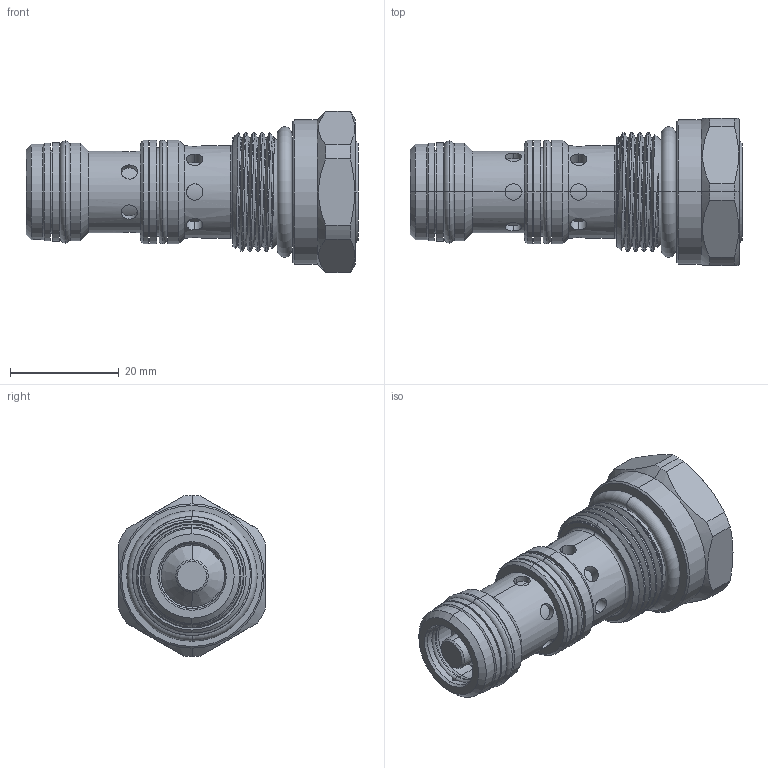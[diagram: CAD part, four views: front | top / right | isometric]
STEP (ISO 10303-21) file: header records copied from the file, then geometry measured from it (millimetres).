
FILE_DESCRIPTION (( 'STEP AP214' ), '1' );
FILE_NAME ('CO22M3C-N.STEP', '2016-04-15T06:25:37', ( '' ), ( '' ), 'SwSTEP 2.0', 'SolidWorks 2012', '' );
FILE_SCHEMA (( 'AUTOMOTIVE_DESIGN' ));
Length unit declared in the file: millimetre
Products named in the file (1): CO22M3C-N
Bounding box: 61 x 27 x 29.6 mm (x, y, z)
Volume: 18019.8 mm3; surface area: 8475.7 mm2
Topology: 5 solids, 5 shells, 211 faces, 482 edges, 296 vertices
Faces by surface type: cylinder 106, plane 42, cone 38, torus 22, bspline 3
Entity records: 8451 total; most frequent: CARTESIAN_POINT 3760, ORIENTED_EDGE 960, DIRECTION 952, EDGE_CURVE 480, AXIS2_PLACEMENT_3D 391, VERTEX_POINT 296, EDGE_LOOP 236, FACE_OUTER_BOUND 211
